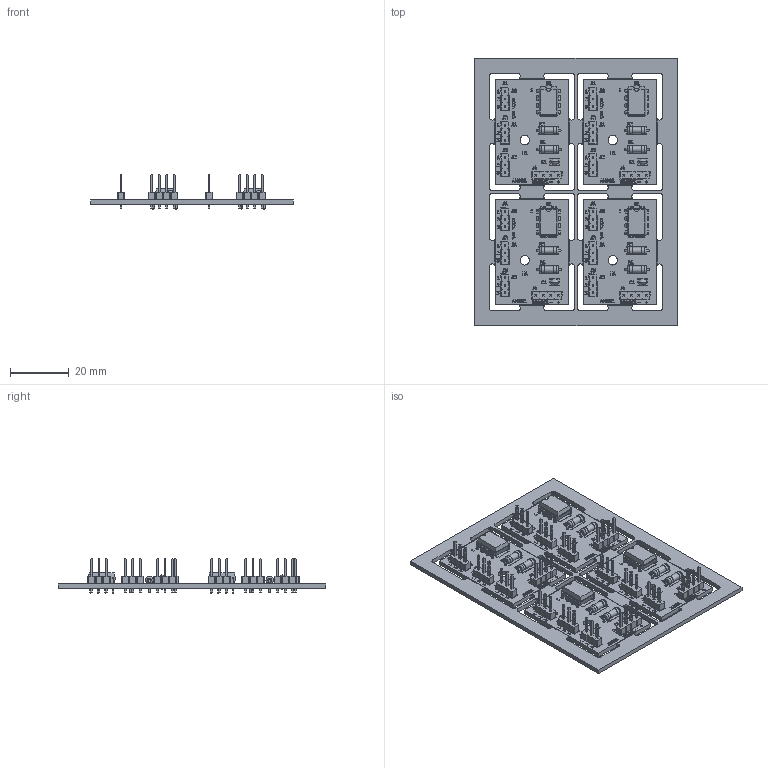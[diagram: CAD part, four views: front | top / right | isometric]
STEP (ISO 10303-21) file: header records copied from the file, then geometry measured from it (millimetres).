
FILE_DESCRIPTION(('KiCad electronic assembly'),'2;1');
FILE_NAME('eeprom_i2c_panel.step','2025-03-15T22:47:20',('Pcbnew'),( 'Kicad'),'Open CASCADE STEP processor 7.8','KiCad to STEP converter' ,'Unknown');
FILE_SCHEMA(('AUTOMOTIVE_DESIGN { 1 0 10303 214 1 1 1 1 }'));
Length unit declared in the file: millimetre
Products named in the file (12): eeprom_i2c_panel 1; DIP-8_W7.62mm; PinHeader_1x03_P2.54mm_Vertical; R_Axial_DIN0207_L6.3mm_D2.5mm_P7.62mm_Horizontal; C_Disc_D3.0mm_W2.0mm_P2.50mm; PinHeader_1x04_P2.54mm_Vertical; eeprom_i2c_panel_silkscreen; eeprom_i2c_panel_PCB_1; eeprom_i2c_panel_PCB_2; eeprom_i2c_panel_PCB_3; eeprom_i2c_panel_PCB_4; eeprom_i2c_panel_PCB_5
Assembly tree (38 placements, depth 2):
  eeprom_i2c_panel 1
    DIP-8_W7.62mm  x4
    PinHeader_1x03_P2.54mm_Vertical  x12
    R_Axial_DIN0207_L6.3mm_D2.5mm_P7.62mm_Horizontal  x8
    C_Disc_D3.0mm_W2.0mm_P2.50mm  x4
    PinHeader_1x04_P2.54mm_Vertical  x4
    eeprom_i2c_panel_silkscreen
    eeprom_i2c_panel_PCB_1
    eeprom_i2c_panel_PCB_2
    eeprom_i2c_panel_PCB_3
    eeprom_i2c_panel_PCB_4
    eeprom_i2c_panel_PCB_5
Bounding box: 69 x 91 x 11.84 mm (x, y, z)
Volume: 10162.3 mm3; surface area: 18155.6 mm2
Topology: 37 solids, 321 shells, 3106 faces, 12104 edges, 9484 vertices
Faces by surface type: plane 2734, cylinder 244, bspline 80, torus 32, revolution 8, sphere 8
Full cylindrical faces by diameter (mm): 0.5 x8, 0.6 x16, 0.8 x56, 1 x52, 2.25 x8, 2.5 x16, 3.2 x4
Entity records: 84827 total; most frequent: CARTESIAN_POINT 17225, DIRECTION 12244, ORIENTED_EDGE 11052, EDGE_CURVE 7966, VERTEX_POINT 6903, LINE 6436, VECTOR 6436, AXIS2_PLACEMENT_3D 2903
